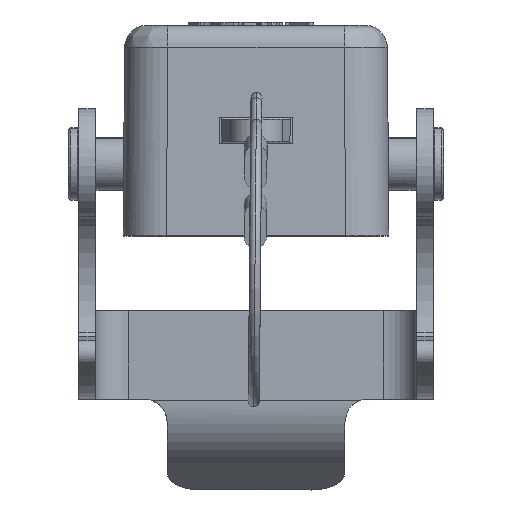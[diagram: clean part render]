
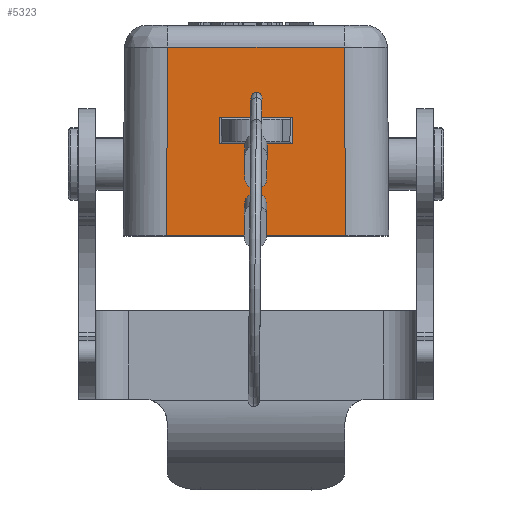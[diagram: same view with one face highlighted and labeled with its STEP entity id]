
A CAD part, top view. The second image highlights one B-rep face of the part: STEP entity #5323.
In plain terms, the highlighted planar face has unit normal (0, 0.009, 1).
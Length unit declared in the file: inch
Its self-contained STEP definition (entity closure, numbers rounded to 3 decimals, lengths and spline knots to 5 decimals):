
#1013=DIRECTION('',(-1.,0.,0.));
#1014=VECTOR('',#1013,0.63781);
#1015=CARTESIAN_POINT('',(0.50434,0.66924,
1.16029));
#1016=LINE('',#1015,#1014);
#1176=DIRECTION('',(-0.009,-1.,0.009));
#1177=VECTOR('',#1176,0.67003);
#1178=CARTESIAN_POINT('',(-0.12762,1.33922,
1.15445));
#1179=LINE('',#1178,#1177);
#1180=DIRECTION('',(-0.009,1.,-0.009));
#1181=VECTOR('',#1180,0.67003);
#1182=CARTESIAN_POINT('',(0.50434,0.66924,
1.16029));
#1183=LINE('',#1182,#1181);
#1184=DIRECTION('',(-0.003,-1.,0.009));
#1185=VECTOR('',#1184,0.09449);
#1186=CARTESIAN_POINT('',(0.31384,1.09043,1.15662));
#1187=LINE('',#1186,#1185);
#1188=DIRECTION('',(-0.003,1.,-0.009));
#1189=VECTOR('',#1188,0.09449);
#1190=CARTESIAN_POINT('',(0.05734,0.99595,
1.15744));
#1191=LINE('',#1190,#1189);
#1206=CARTESIAN_POINT('',(-0.12762,1.33922,
1.15445));
#1298=DIRECTION('',(1.,0.,0.));
#1299=VECTOR('',#1298,0.62611);
#1300=CARTESIAN_POINT('',(-0.12762,1.33922,
1.15445));
#1301=LINE('',#1300,#1299);
#2213=CARTESIAN_POINT('',(0.31354,0.99595,
1.15744));
#2225=DIRECTION('',(1.,0.,0.));
#2226=VECTOR('',#2225,0.2562);
#2227=CARTESIAN_POINT('',(0.05734,0.99595,
1.15744));
#2228=LINE('',#2227,#2226);
#2259=CARTESIAN_POINT('',(0.05704,1.09043,1.15662));
#2271=DIRECTION('',(-1.,0.,0.));
#2272=VECTOR('',#2271,0.2568);
#2273=CARTESIAN_POINT('',(0.31384,1.09043,1.15662));
#2274=LINE('',#2273,#2272);
#2289=CARTESIAN_POINT('',(0.05734,0.99595,
1.15744));
#3636=VERTEX_POINT('',#1206);
#3639=CARTESIAN_POINT('',(0.49849,1.33922,1.15445));
#3640=VERTEX_POINT('',#3639);
#3643=VERTEX_POINT('',#2213);
#3644=CARTESIAN_POINT('',(0.31384,1.09043,1.15662));
#3645=VERTEX_POINT('',#3644);
#3646=VERTEX_POINT('',#2259);
#3647=VERTEX_POINT('',#2289);
#3694=CARTESIAN_POINT('',(-0.13346,0.66924,
1.16029));
#3695=VERTEX_POINT('',#3694);
#3696=CARTESIAN_POINT('',(0.50434,0.66924,
1.16029));
#3697=VERTEX_POINT('',#3696);
#5300=CARTESIAN_POINT('',(-0.34475,0.66924,
1.16029));
#5301=DIRECTION('',(0.,0.009,1.));
#5302=DIRECTION('',(1.,0.,0.));
#5303=AXIS2_PLACEMENT_3D('',#5300,#5301,#5302);
#5304=PLANE('',#5303);
#5306=ORIENTED_EDGE('',*,*,#5305,.F.);
#5308=ORIENTED_EDGE('',*,*,#5307,.T.);
#5309=ORIENTED_EDGE('',*,*,#5292,.F.);
#5310=ORIENTED_EDGE('',*,*,#5224,.T.);
#5311=EDGE_LOOP('',(#5306,#5308,#5309,#5310));
#5312=FACE_OUTER_BOUND('',#5311,.F.);
#5314=ORIENTED_EDGE('',*,*,#5313,.T.);
#5316=ORIENTED_EDGE('',*,*,#5315,.F.);
#5318=ORIENTED_EDGE('',*,*,#5317,.T.);
#5320=ORIENTED_EDGE('',*,*,#5319,.F.);
#5321=EDGE_LOOP('',(#5314,#5316,#5318,#5320));
#5322=FACE_BOUND('',#5321,.F.);
#5323=ADVANCED_FACE('',(#5312,#5322),#5304,.T.);
#5224=EDGE_CURVE('',#3697,#3695,#1016,.T.);
#5292=EDGE_CURVE('',#3697,#3640,#1183,.T.);
#5305=EDGE_CURVE('',#3636,#3695,#1179,.T.);
#5307=EDGE_CURVE('',#3636,#3640,#1301,.T.);
#5313=EDGE_CURVE('',#3647,#3643,#2228,.T.);
#5315=EDGE_CURVE('',#3645,#3643,#1187,.T.);
#5317=EDGE_CURVE('',#3645,#3646,#2274,.T.);
#5319=EDGE_CURVE('',#3647,#3646,#1191,.T.);
